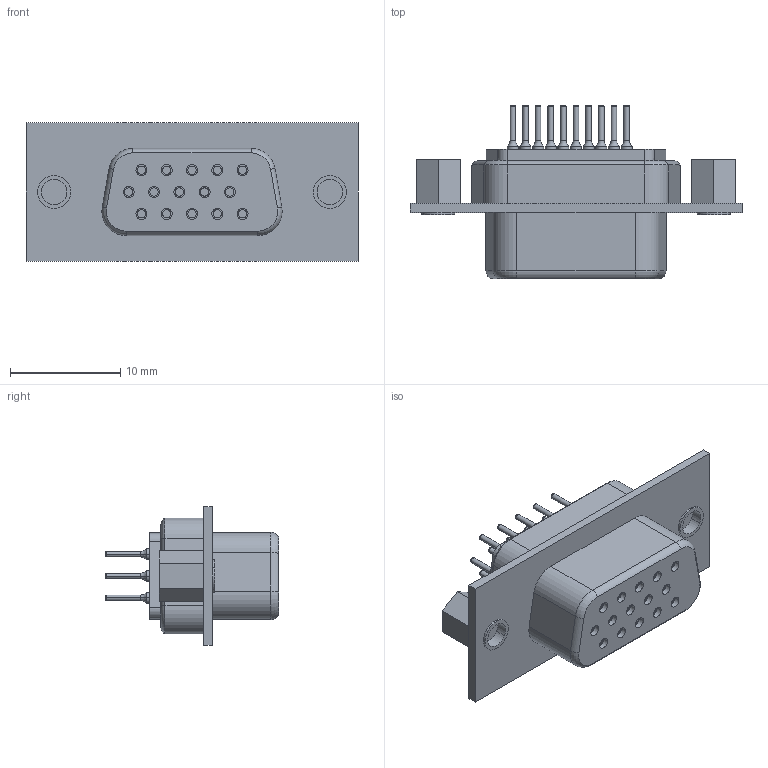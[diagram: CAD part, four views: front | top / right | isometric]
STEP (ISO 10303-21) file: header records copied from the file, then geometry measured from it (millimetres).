
FILE_DESCRIPTION( ('This file contains a STEP AP42 implementation' ,'as created by ZW3D STEP Interface translator.') ,'2;1' );
FILE_NAME( '6212-XXFBXXX01.stp' ,'231114.104822', (''), ('ZWCAD Software Co.'), 'Version 1.0', 'ZW3D to STEP translator', '' );
FILE_SCHEMA(('AUTOMOTIVE_DESIGN { 1 0 10303 214 1 1 1 1 }'));
Length unit declared in the file: millimetre
Products named in the file (2): 0; 6212-15fxxxb01
Bounding box: 30.1 x 15.7 x 12.55 mm (x, y, z)
Volume: 1905.9 mm3; surface area: 1998.7 mm2
Topology: 1 solids, 1 shells, 375 faces, 860 edges, 536 vertices
Faces by surface type: cylinder 186, plane 107, torus 68, bspline 10, cone 4
Entity records: 13201 total; most frequent: CARTESIAN_POINT 4072, DIRECTION 1982, ORIENTED_EDGE 1712, EDGE_CURVE 856, AXIS2_PLACEMENT_3D 818, VERTEX_POINT 536, CIRCLE 452, EDGE_LOOP 432
